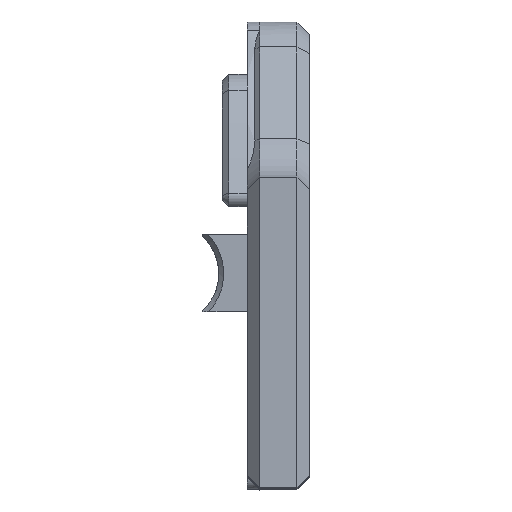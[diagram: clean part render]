
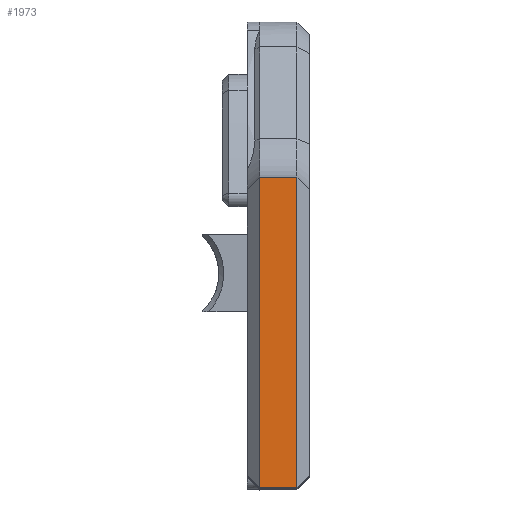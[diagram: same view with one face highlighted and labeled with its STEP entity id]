
A CAD part, top view. The second image highlights one B-rep face of the part: STEP entity #1973.
In plain terms, the highlighted planar face has unit normal (0, 0, 1).
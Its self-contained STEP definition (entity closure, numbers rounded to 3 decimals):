
#1106 = VERTEX_POINT('',#1107);
#1107 = CARTESIAN_POINT('',(0.5,-21.636,
    42.473));
#1128 = VERTEX_POINT('',#1129);
#1129 = CARTESIAN_POINT('',(0.5,3.364,42.473)
  );
#1154 = EDGE_CURVE('',#1106,#1128,#1155,.T.);
#1155 = LINE('',#1156,#1157);
#1156 = CARTESIAN_POINT('',(0.5,-21.636,42.473
    ));
#1157 = VECTOR('',#1158,1.);
#1158 = DIRECTION('',(0.,1.,0.));
#1931 = VERTEX_POINT('',#1932);
#1932 = CARTESIAN_POINT('',(-2.5,-21.636,
    42.473));
#1938 = EDGE_CURVE('',#1106,#1931,#1939,.T.);
#1939 = LINE('',#1940,#1941);
#1940 = CARTESIAN_POINT('',(1.5,-21.636,
    42.473));
#1941 = VECTOR('',#1942,1.);
#1942 = DIRECTION('',(-1.,0.,0.));
#1953 = EDGE_CURVE('',#1128,#1954,#1956,.T.);
#1954 = VERTEX_POINT('',#1955);
#1955 = CARTESIAN_POINT('',(-2.5,3.364,
    42.473));
#1956 = LINE('',#1957,#1958);
#1957 = CARTESIAN_POINT('',(1.5,3.364,
    42.473));
#1958 = VECTOR('',#1959,1.);
#1959 = DIRECTION('',(-1.,0.,0.));
#1973 = ADVANCED_FACE('',(#1974),#1985,.F.);
#1974 = FACE_BOUND('',#1975,.F.);
#1975 = EDGE_LOOP('',(#1976,#1977,#1983,#1984));
#1976 = ORIENTED_EDGE('',*,*,#1938,.T.);
#1977 = ORIENTED_EDGE('',*,*,#1978,.T.);
#1978 = EDGE_CURVE('',#1931,#1954,#1979,.T.);
#1979 = LINE('',#1980,#1981);
#1980 = CARTESIAN_POINT('',(-2.5,-21.636,
    42.473));
#1981 = VECTOR('',#1982,1.);
#1982 = DIRECTION('',(0.,1.,0.));
#1983 = ORIENTED_EDGE('',*,*,#1953,.F.);
#1984 = ORIENTED_EDGE('',*,*,#1154,.F.);
#1985 = PLANE('',#1986);
#1986 = AXIS2_PLACEMENT_3D('',#1987,#1988,#1989);
#1987 = CARTESIAN_POINT('',(1.5,-21.636,
    42.473));
#1988 = DIRECTION('',(0.,0.,-1.));
#1989 = DIRECTION('',(0.,1.,0.));
